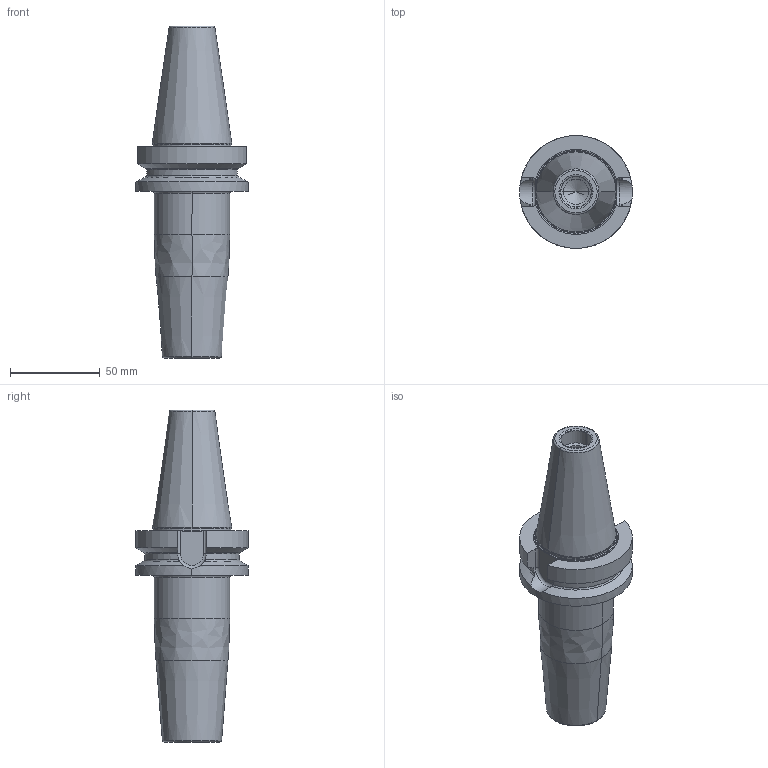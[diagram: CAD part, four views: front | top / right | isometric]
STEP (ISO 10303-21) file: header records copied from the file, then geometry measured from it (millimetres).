
FILE_DESCRIPTION((''),'2;1');
FILE_NAME('608034178-000-00-E43','2024-02-07T11:17:30',('bahnemannr'),(''),'CREO PARAMETRIC BY PTC INC, 2021184','CREO PARAMETRIC BY PTC INC, 2021184','');
FILE_SCHEMA(('AP242_MANAGED_MODEL_BASED_3D_ENGINEERING_MIM_LF { 1 0 10303 442 1 1 4 }'));
Length unit declared in the file: millimetre
Products named in the file (1): 608034178-000-00-E43
Bounding box: 63 x 63 x 185.4 mm (x, y, z)
Volume: 223679.4 mm3; surface area: 34592.9 mm2
Topology: 1 solids, 1 shells, 77 faces, 182 edges, 109 vertices
Faces by surface type: cylinder 22, torus 22, cone 18, plane 13, bspline 2
Entity records: 3621 total; most frequent: CARTESIAN_POINT 739, DIRECTION 392, ORIENTED_EDGE 360, PRESENTATION_STYLE_ASSIGNMENT 184, STYLED_ITEM 184, CURVE_STYLE 183, EDGE_CURVE 180, AXIS2_PLACEMENT_3D 173
